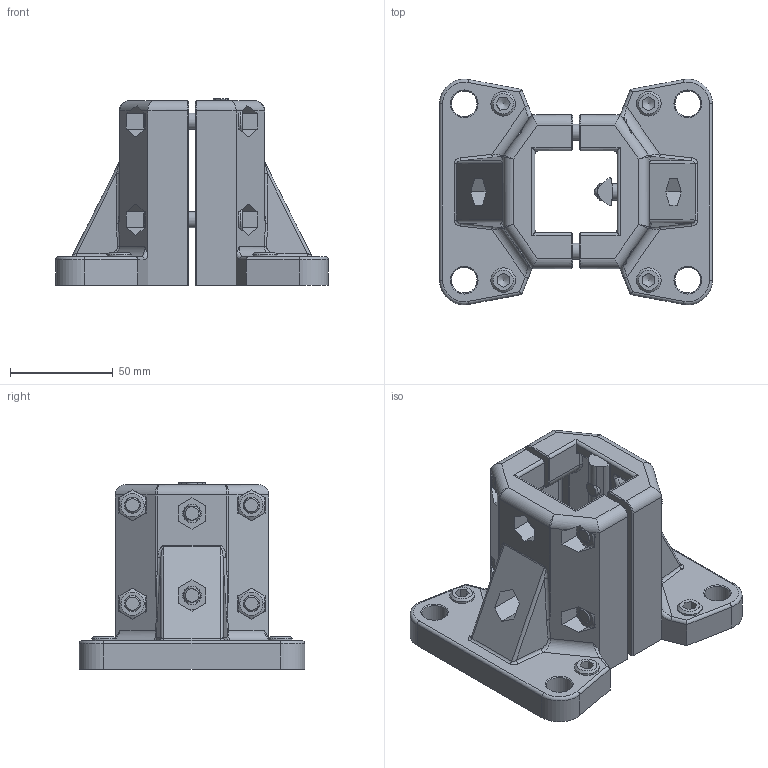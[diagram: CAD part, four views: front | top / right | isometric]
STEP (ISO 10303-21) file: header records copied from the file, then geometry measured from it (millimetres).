
FILE_DESCRIPTION((''),'2;1');
FILE_NAME('SZ8080N.stp','2012-11-24T11:36:43',('marina kaa'),(''),'Autodesk Inventor 2012','Autodesk Inventor 2012','');
FILE_SCHEMA(('AUTOMOTIVE_DESIGN { 1 0 10303 214 1 1 1 1 }'));
Length unit declared in the file: millimetre
Products named in the file (1): SZ8080_K
Bounding box: 133 x 109.99 x 91 mm (x, y, z)
Volume: 286759.8 mm3; surface area: 94077.8 mm2
Topology: 1 solids, 1 shells, 992 faces, 2408 edges, 1411 vertices
Faces by surface type: plane 374, cylinder 311, bspline 125, torus 78, cone 73, sphere 31
Full cylindrical faces by diameter (mm): 4.5 x1, 5.1 x1, 8 x6, 9 x12, 10.106 x4, 12 x4, 12.5 x4, 13 x6
Entity records: 32736 total; most frequent: CARTESIAN_POINT 9886, DIRECTION 4575, ORIENTED_EDGE 4438, EDGE_CURVE 2219, AXIS2_PLACEMENT_3D 1742, VERTEX_POINT 1358, EDGE_LOOP 1141, VECTOR 1091
